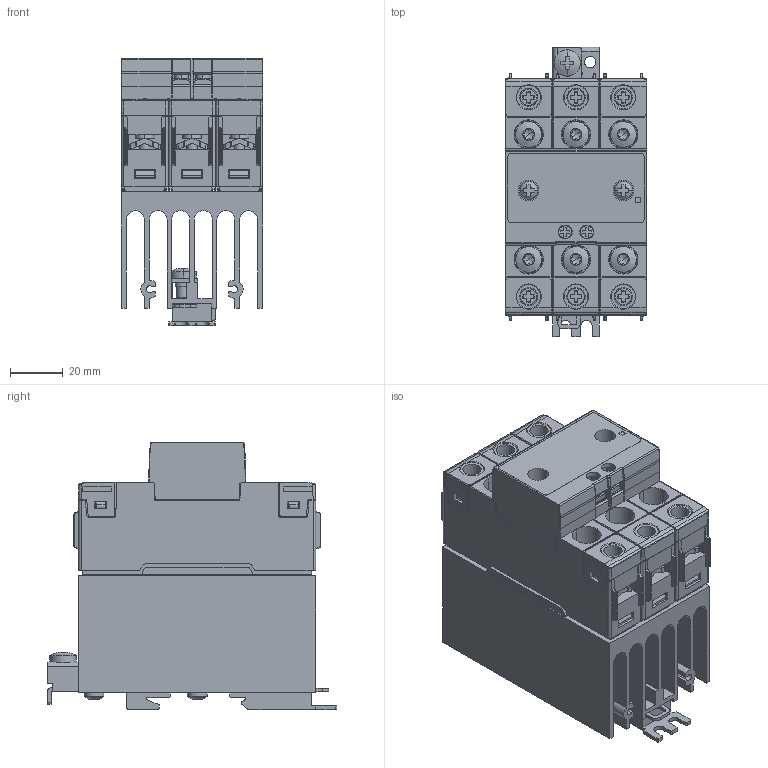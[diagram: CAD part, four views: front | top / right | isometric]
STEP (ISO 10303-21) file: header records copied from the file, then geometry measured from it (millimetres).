
FILE_DESCRIPTION((''),'2;1');
FILE_NAME('CGI0990-00.stp','2012-07-25T13:36:22',(''),(''),'Mechanical Desktop 2009','Mechanical Desktop 2009',', , ');
FILE_SCHEMA(('CONFIG_CONTROL_DESIGN'));
Length unit declared in the file: millimetre
Products named in the file (2): Product; CGI0990-00
Assembly tree (1 placements, depth 2):
  Product
    CGI0990-00
Bounding box: 53.8 x 110 x 101.68 mm (x, y, z)
Volume: 271061.1 mm3; surface area: 107114.5 mm2
Topology: 1 solids, 1 shells, 2355 faces, 6761 edges, 4444 vertices
Faces by surface type: bspline 972, plane 785, cylinder 489, cone 59, torus 30, sphere 20
Entity records: 90051 total; most frequent: CARTESIAN_POINT 30288, ORIENTED_EDGE 13418, DIRECTION 11377, EDGE_CURVE 6709, VERTEX_POINT 4444, VECTOR 4139, LINE 4139, AXIS2_PLACEMENT_3D 3619
